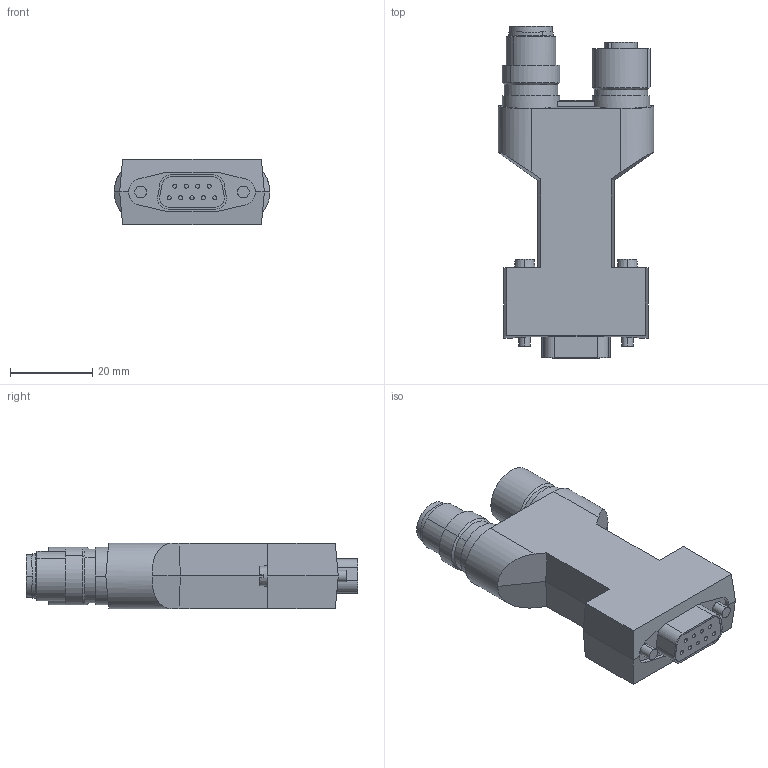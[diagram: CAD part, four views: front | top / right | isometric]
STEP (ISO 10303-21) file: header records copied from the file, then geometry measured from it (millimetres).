
FILE_DESCRIPTION(('SolidDesigner STEP Export'),'2;1');
FILE_NAME('2902326_SUBCON_PLUS_CAN_AX_M12-select.stp','2014-03-05T14:04:44',(''),(''),'Creo Elements/Direct Modeling STEP processor for AP214 (Solid Model)','Creo Elements/Direct Modeling 18.1B 29-Sep-2012 (C) Parametric Technology GmbH','');
FILE_SCHEMA(('AUTOMOTIVE_DESIGN { 1 0 10303 214 1 1 1 1 }'));
Length unit declared in the file: millimetre
Products named in the file (2): 2902326_SUBCON_PLUS_CAN_AX_M12-select
Assembly tree (1 placements, depth 2):
  2902326_SUBCON_PLUS_CAN_AX_M12-select
    2902326_SUBCON_PLUS_CAN_AX_M12-select
Bounding box: 37.85 x 80.73 x 16 mm (x, y, z)
Volume: 25171.1 mm3; surface area: 10793.1 mm2
Topology: 1 solids, 1 shells, 251 faces, 632 edges, 419 vertices
Faces by surface type: plane 132, cylinder 81, cone 38
Entity records: 9530 total; most frequent: CARTESIAN_POINT 1802, ORIENTED_EDGE 1264, DIRECTION 1053, EDGE_CURVE 632, VERTEX_POINT 419, AXIS2_PLACEMENT_3D 355, VECTOR 343, LINE 343
